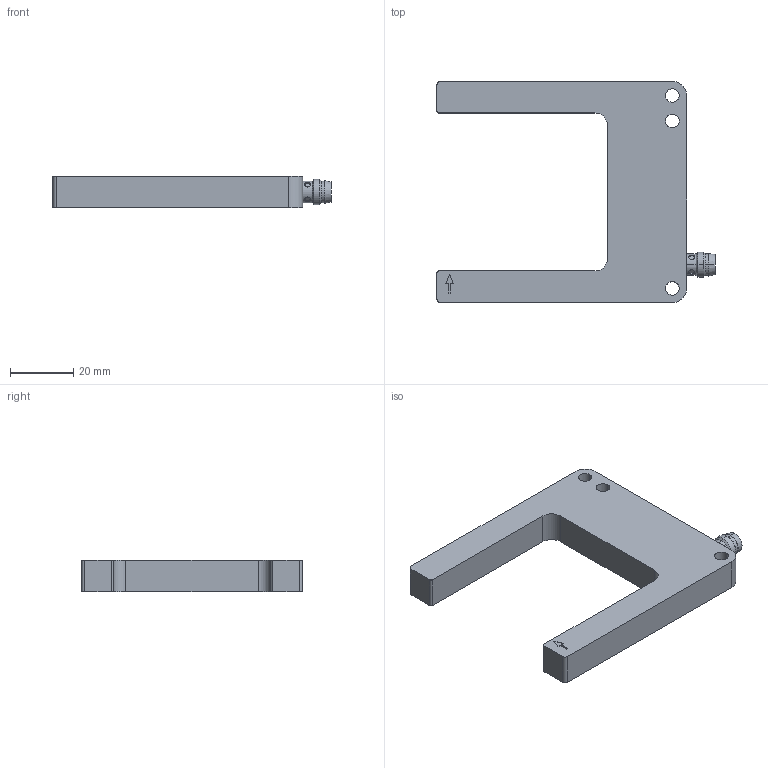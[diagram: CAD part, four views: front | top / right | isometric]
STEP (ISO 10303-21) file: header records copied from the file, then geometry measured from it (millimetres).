
FILE_DESCRIPTION (( 'STEP AP214' ), '1' );
FILE_NAME ('PSUR-0P-5F.STEP', '2023-05-26T10:02:15', ( '' ), ( '' ), 'SwSTEP 2.0', 'SolidWorks 2021', '' );
FILE_SCHEMA (( 'AUTOMOTIVE_DESIGN' ));
Length unit declared in the file: inch
Products named in the file (1): PSUR-0P-5F
Bounding box: 88 x 70 x 10 mm (x, y, z)
Volume: 28055.7 mm3; surface area: 10322.9 mm2
Topology: 1 solids, 1 shells, 92 faces, 211 edges, 138 vertices
Faces by surface type: cylinder 45, plane 38, cone 6, torus 3
Full cylindrical faces by diameter (mm): 1 x3
Entity records: 2719 total; most frequent: CARTESIAN_POINT 550, DIRECTION 469, ORIENTED_EDGE 404, EDGE_CURVE 202, AXIS2_PLACEMENT_3D 182, VERTEX_POINT 135, EDGE_LOOP 121, VECTOR 105
